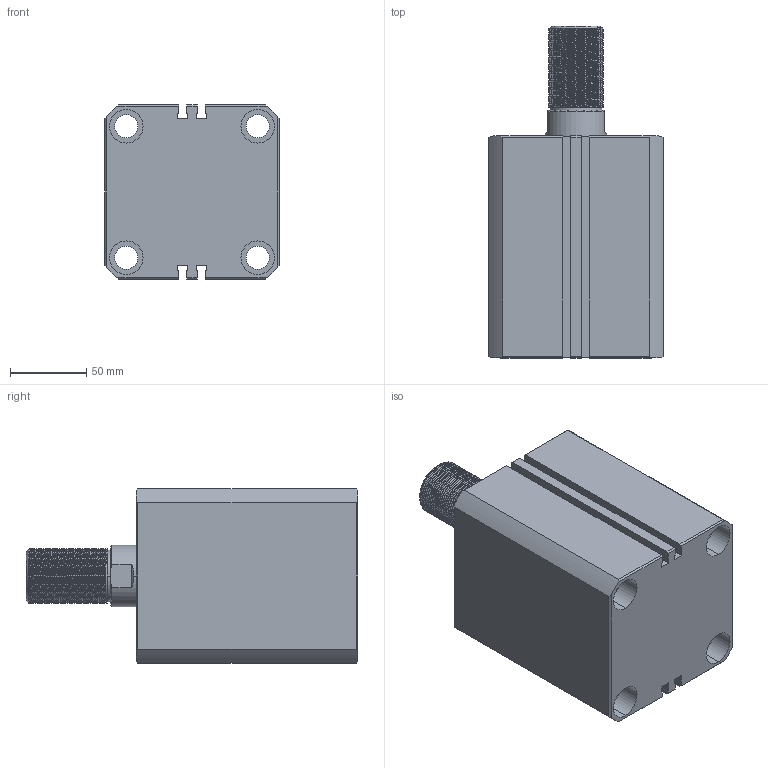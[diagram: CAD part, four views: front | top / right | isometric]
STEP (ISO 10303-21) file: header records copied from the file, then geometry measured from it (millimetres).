
FILE_DESCRIPTION (( 'STEP AP214' ), '1' );
FILE_NAME ('chtm-sd80x50w_asm.STEP', '2018-05-28T07:06:03', ( 'Windows' ), ( 'Microsoft' ), 'SwSTEP 2.0', 'SolidWorks 2015', '' );
FILE_SCHEMA (( 'AUTOMOTIVE_DESIGN' ));
Length unit declared in the file: millimetre
Products named in the file (4): CHTM-SD80X50WHSG; CHTM-SD80X50NBT; CHTM-SD80QG; chtm-sd80x50w_asm
Assembly tree (3 placements, depth 2):
  chtm-sd80x50w_asm
    CHTM-SD80QG
    CHTM-SD80X50NBT
    CHTM-SD80X50WHSG
Bounding box: 114 x 217 x 114 mm (x, y, z)
Volume: 1527339.6 mm3; surface area: 244768.5 mm2
Topology: 3 solids, 3 shells, 376 faces, 939 edges, 603 vertices
Faces by surface type: cylinder 191, plane 100, torus 64, cone 14, bspline 7
Entity records: 18855 total; most frequent: CARTESIAN_POINT 10196, ORIENTED_EDGE 1878, DIRECTION 1745, EDGE_CURVE 939, AXIS2_PLACEMENT_3D 695, VERTEX_POINT 603, EDGE_LOOP 424, ADVANCED_FACE 376
